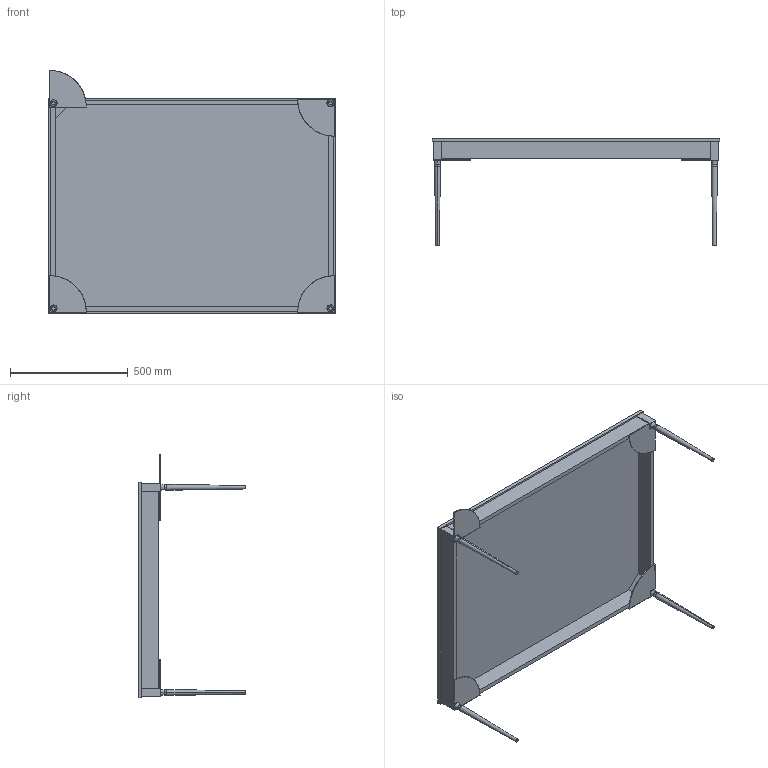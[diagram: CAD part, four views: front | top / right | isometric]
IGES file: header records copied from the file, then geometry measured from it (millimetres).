
Start section: SolidWorks IGES file using analytic representation for surfaces
Global section: file name: Draft_ASM_JL Coffee Table Asm_08-NOV-21.IGS; native system: SolidWorks 2021; preprocessor: SolidWorks 2021; author: zrosen; date: 211108.104938; units: millimetre
Bounding box: 1219.2 x 454.02 x 1032.32 mm (x, y, z)
Surface area: 3125793.7 mm2 (no closed solid volume)
Topology: 0 solids, 0 shells, 91 faces, 832 edges, 832 vertices
Faces by surface type: bspline 91
